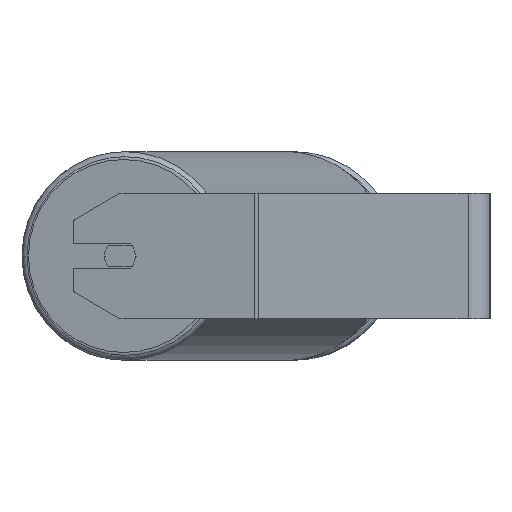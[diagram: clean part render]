
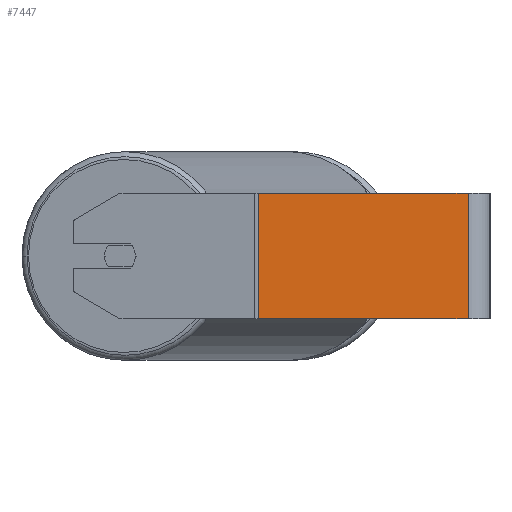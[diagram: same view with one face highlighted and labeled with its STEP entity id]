
A CAD part, left-side view. The second image highlights one B-rep face of the part: STEP entity #7447.
In plain terms, the highlighted planar face has unit normal (-1, 0, 0).
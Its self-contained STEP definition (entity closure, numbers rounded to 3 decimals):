
#122 = DIRECTION ( 'NONE',  ( 0., 1., 0. ) ) ;
#298 = EDGE_CURVE ( 'NONE', #2005, #2597, #2391, .T. ) ;
#372 = AXIS2_PLACEMENT_3D ( 'NONE', #8217, #2825, #122 ) ;
#771 = ORIENTED_EDGE ( 'NONE', *, *, #8750, .T. ) ;
#1423 = VERTEX_POINT ( 'NONE', #8390 ) ;
#1706 = LINE ( 'NONE', #8526, #8155 ) ;
#1818 = VERTEX_POINT ( 'NONE', #2314 ) ;
#1893 = VECTOR ( 'NONE', #2929, 1000. ) ;
#2005 = VERTEX_POINT ( 'NONE', #6233 ) ;
#2275 = PLANE ( 'NONE',  #372 ) ;
#2288 = CARTESIAN_POINT ( 'NONE',  ( -955., 14., 40. ) ) ;
#2314 = CARTESIAN_POINT ( 'NONE',  ( -955., 147.523, 40. ) ) ;
#2391 = LINE ( 'NONE', #2288, #1893 ) ;
#2597 = VERTEX_POINT ( 'NONE', #5387 ) ;
#2745 = DIRECTION ( 'NONE',  ( 0., -1., 0. ) ) ;
#2825 = DIRECTION ( 'NONE',  ( 1., 0., 0. ) ) ;
#2929 = DIRECTION ( 'NONE',  ( 0., 0., -1. ) ) ;
#2968 = DIRECTION ( 'NONE',  ( 0., 0., -1. ) ) ;
#3564 = EDGE_CURVE ( 'NONE', #1818, #1423, #8364, .T. ) ;
#3755 = DIRECTION ( 'NONE',  ( 0., -1., 0. ) ) ;
#4427 = CARTESIAN_POINT ( 'NONE',  ( -955., 147.523, 40. ) ) ;
#5032 = VECTOR ( 'NONE', #2745, 1000. ) ;
#5387 = CARTESIAN_POINT ( 'NONE',  ( -955., 14., -40. ) ) ;
#5399 = CARTESIAN_POINT ( 'NONE',  ( -955., 148.748, 40. ) ) ;
#6135 = LINE ( 'NONE', #5399, #5032 ) ;
#6155 = ORIENTED_EDGE ( 'NONE', *, *, #7002, .F. ) ;
#6233 = CARTESIAN_POINT ( 'NONE',  ( -955., 14., 40. ) ) ;
#7002 = EDGE_CURVE ( 'NONE', #1818, #2005, #6135, .T. ) ;
#7006 = EDGE_LOOP ( 'NONE', ( #771, #7959, #6155, #8626 ) ) ;
#7143 = VECTOR ( 'NONE', #2968, 1000. ) ;
#7447 = ADVANCED_FACE ( 'NONE', ( #8348 ), #2275, .F. ) ;
#7959 = ORIENTED_EDGE ( 'NONE', *, *, #298, .F. ) ;
#8155 = VECTOR ( 'NONE', #3755, 1000. ) ;
#8217 = CARTESIAN_POINT ( 'NONE',  ( -955., 148.748, 40. ) ) ;
#8348 = FACE_OUTER_BOUND ( 'NONE', #7006, .T. ) ;
#8364 = LINE ( 'NONE', #4427, #7143 ) ;
#8390 = CARTESIAN_POINT ( 'NONE',  ( -955., 147.523, -40. ) ) ;
#8526 = CARTESIAN_POINT ( 'NONE',  ( -955., 148.748, -40. ) ) ;
#8626 = ORIENTED_EDGE ( 'NONE', *, *, #3564, .T. ) ;
#8750 = EDGE_CURVE ( 'NONE', #1423, #2597, #1706, .T. ) ;
